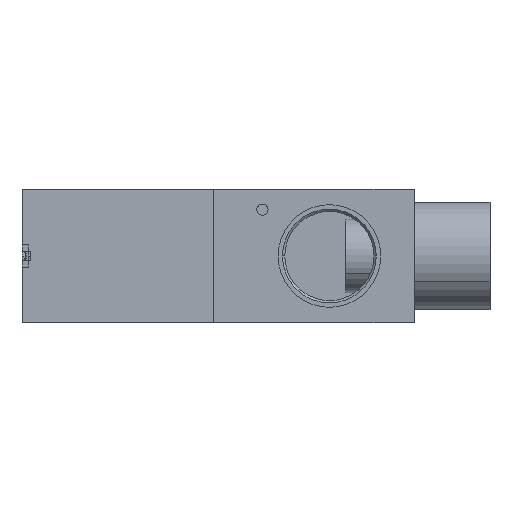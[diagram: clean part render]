
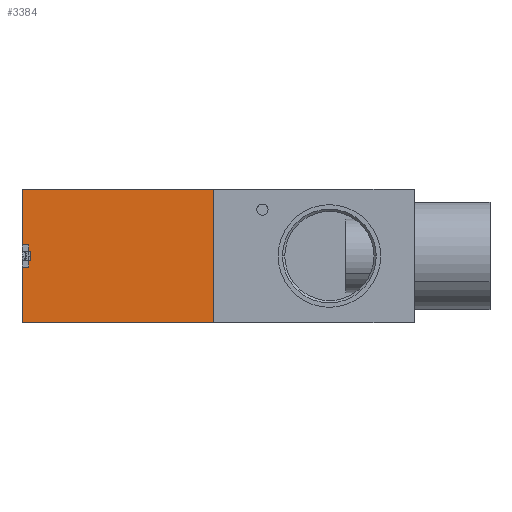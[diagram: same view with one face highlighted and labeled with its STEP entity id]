
A CAD part, front view. The second image highlights one B-rep face of the part: STEP entity #3384.
In plain terms, the highlighted planar face has unit normal (0.004, -1, 0).
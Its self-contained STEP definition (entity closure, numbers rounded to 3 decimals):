
#3384=ADVANCED_FACE('',(#8350),#8351,.T.);
#8350=FACE_OUTER_BOUND('',#16202,.T.);
#8351=PLANE('',#16203);
#16202=EDGE_LOOP('',(#44458,#44459,#44460,#44461,#44462,#44463,#44464,#44465,#44466,#44467,#44468,#44469));
#16203=AXIS2_PLACEMENT_3D('',#44470,#44471,#44472);
#44458=ORIENTED_EDGE('',*,*,#59692,.F.);
#44459=ORIENTED_EDGE('',*,*,#59693,.T.);
#44460=ORIENTED_EDGE('',*,*,#59683,.F.);
#44461=ORIENTED_EDGE('',*,*,#59694,.F.);
#44462=ORIENTED_EDGE('',*,*,#59695,.F.);
#44463=ORIENTED_EDGE('',*,*,#59696,.F.);
#44464=ORIENTED_EDGE('',*,*,#59697,.F.);
#44465=ORIENTED_EDGE('',*,*,#59698,.T.);
#44466=ORIENTED_EDGE('',*,*,#59699,.F.);
#44467=ORIENTED_EDGE('',*,*,#59700,.T.);
#44468=ORIENTED_EDGE('',*,*,#59701,.F.);
#44469=ORIENTED_EDGE('',*,*,#59702,.T.);
#44470=CARTESIAN_POINT('',(-42.9,-32.7,-15.));
#44471=DIRECTION('',(0.003,-1.,0.));
#44472=DIRECTION('',(-1.,-0.003,0.));
#59683=EDGE_CURVE('',#68285,#68286,#68287,.T.);
#59692=EDGE_CURVE('',#68298,#68299,#68300,.T.);
#59693=EDGE_CURVE('',#68298,#68286,#68301,.T.);
#59694=EDGE_CURVE('',#68302,#68285,#68303,.T.);
#59695=EDGE_CURVE('',#68304,#68302,#68305,.T.);
#59696=EDGE_CURVE('',#68306,#68304,#68307,.T.);
#59697=EDGE_CURVE('',#68308,#68306,#68309,.T.);
#59698=EDGE_CURVE('',#68308,#68310,#68311,.T.);
#59699=EDGE_CURVE('',#68312,#68310,#68313,.T.);
#59700=EDGE_CURVE('',#68312,#68314,#68315,.T.);
#59701=EDGE_CURVE('',#68316,#68314,#68317,.T.);
#59702=EDGE_CURVE('',#68316,#68299,#68318,.T.);
#68285=VERTEX_POINT('',#81418);
#68286=VERTEX_POINT('',#81419);
#68287=LINE('',#81420,#81421);
#68298=VERTEX_POINT('',#81443);
#68299=VERTEX_POINT('',#81444);
#68300=LINE('',#81445,#81446);
#68301=LINE('',#81447,#81448);
#68302=VERTEX_POINT('',#81449);
#68303=LINE('',#81450,#81451);
#68304=VERTEX_POINT('',#81452);
#68305=LINE('',#81453,#81454);
#68306=VERTEX_POINT('',#81455);
#68307=LINE('',#81456,#81457);
#68308=VERTEX_POINT('',#81458);
#68309=LINE('',#81459,#81460);
#68310=VERTEX_POINT('',#81461);
#68311=LINE('',#81462,#81463);
#68312=VERTEX_POINT('',#81464);
#68313=LINE('',#81465,#81466);
#68314=VERTEX_POINT('',#81467);
#68315=LINE('',#81468,#81469);
#68316=VERTEX_POINT('',#81470);
#68317=LINE('',#81471,#81472);
#68318=LINE('',#81473,#81474);
#81418=CARTESIAN_POINT('',(-42.9,-32.7,-15.));
#81419=CARTESIAN_POINT('',(-42.9,-32.7,-2.5));
#81420=CARTESIAN_POINT('',(-42.9,-32.7,-15.));
#81421=VECTOR('',#98101,1000.0);
#81443=CARTESIAN_POINT('',(-41.4,-32.695,-2.5));
#81444=CARTESIAN_POINT('',(-41.4,-32.695,-1.));
#81445=CARTESIAN_POINT('',(-41.4,-32.695,-15.));
#81446=VECTOR('',#98109,1000.0);
#81447=CARTESIAN_POINT('',(-42.9,-32.7,-2.5));
#81448=VECTOR('',#98110,1000.0);
#81449=CARTESIAN_POINT('',(0.,-32.55,-14.851));
#81450=CARTESIAN_POINT('',(-42.743,-32.699,-15.));
#81451=VECTOR('',#98111,1000.0);
#81452=CARTESIAN_POINT('',(0.,-32.55,14.85));
#81453=CARTESIAN_POINT('',(0.,-32.55,-15.));
#81454=VECTOR('',#98112,1000.0);
#81455=CARTESIAN_POINT('',(-42.9,-32.7,15.));
#81456=CARTESIAN_POINT('',(-42.743,-32.699,14.999));
#81457=VECTOR('',#98113,1000.0);
#81458=CARTESIAN_POINT('',(-42.9,-32.7,2.5));
#81459=CARTESIAN_POINT('',(-42.9,-32.7,-15.));
#81460=VECTOR('',#98114,1000.0);
#81461=CARTESIAN_POINT('',(-41.4,-32.695,2.5));
#81462=CARTESIAN_POINT('',(-42.9,-32.7,2.5));
#81463=VECTOR('',#98115,1000.0);
#81464=CARTESIAN_POINT('',(-41.4,-32.695,1.));
#81465=CARTESIAN_POINT('',(-41.4,-32.695,-15.));
#81466=VECTOR('',#98116,1000.0);
#81467=CARTESIAN_POINT('',(-40.9,-32.693,1.));
#81468=CARTESIAN_POINT('',(-42.9,-32.7,1.));
#81469=VECTOR('',#98117,1000.0);
#81470=CARTESIAN_POINT('',(-40.9,-32.693,-1.));
#81471=CARTESIAN_POINT('',(-40.9,-32.693,-15.));
#81472=VECTOR('',#98118,1000.0);
#81473=CARTESIAN_POINT('',(-42.9,-32.7,-1.));
#81474=VECTOR('',#98119,1000.0);
#98101=DIRECTION('',(0.,0.,1.0));
#98109=DIRECTION('',(0.,0.,1.0));
#98110=DIRECTION('',(-1.,-0.003,0.));
#98111=DIRECTION('',(-1.,-0.003,-0.003));
#98112=DIRECTION('',(0.,0.,-1.0));
#98113=DIRECTION('',(1.,0.003,-0.003));
#98114=DIRECTION('',(0.,0.,1.0));
#98115=DIRECTION('',(1.,0.003,0.));
#98116=DIRECTION('',(0.,0.,1.0));
#98117=DIRECTION('',(1.,0.003,0.));
#98118=DIRECTION('',(0.,0.,1.0));
#98119=DIRECTION('',(-1.,-0.003,0.));
